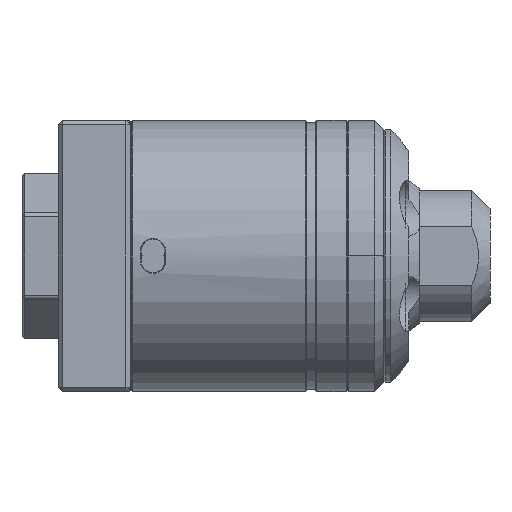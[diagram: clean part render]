
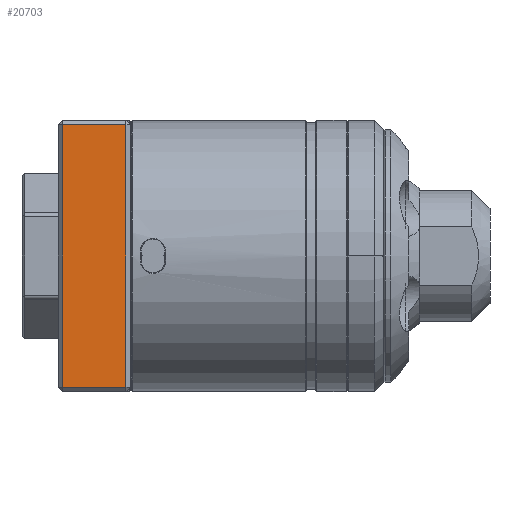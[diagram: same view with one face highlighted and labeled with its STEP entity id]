
A CAD part, left-side view. The second image highlights one B-rep face of the part: STEP entity #20703.
In plain terms, the highlighted planar face has unit normal (-1, 0, 0).
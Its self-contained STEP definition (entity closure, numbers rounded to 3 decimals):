
#2207 = DIRECTION ( 'NONE',  ( 0., -1., 0. ) ) ;
#2426 = EDGE_CURVE ( 'NONE', #27285, #24651, #26553, .T. ) ;
#3817 = VERTEX_POINT ( 'NONE', #12216 ) ;
#3855 = DIRECTION ( 'NONE',  ( 1., 0., 0. ) ) ;
#5708 = ORIENTED_EDGE ( 'NONE', *, *, #2426, .T. ) ;
#6988 = CARTESIAN_POINT ( 'NONE',  ( 0., 7.5, 0. ) ) ;
#7729 = CARTESIAN_POINT ( 'NONE',  ( 0., 8., 0. ) ) ;
#8274 = LINE ( 'NONE', #29333, #38111 ) ;
#10031 = DIRECTION ( 'NONE',  ( 0., 0., -1. ) ) ;
#11227 = EDGE_CURVE ( 'NONE', #24651, #13971, #39077, .T. ) ;
#11322 = AXIS2_PLACEMENT_3D ( 'NONE', #7729, #3855, #28051 ) ;
#12216 = CARTESIAN_POINT ( 'NONE',  ( 0., 0.5, -29.5 ) ) ;
#13971 = VERTEX_POINT ( 'NONE', #26622 ) ;
#13993 = DIRECTION ( 'NONE',  ( 0., 0., 1. ) ) ;
#16914 = DIRECTION ( 'NONE',  ( 0., 1., 0. ) ) ;
#19762 = EDGE_CURVE ( 'NONE', #3817, #27285, #38264, .T. ) ;
#20566 = FACE_OUTER_BOUND ( 'NONE', #21447, .T. ) ;
#20703 = ADVANCED_FACE ( 'NONE', ( #20566 ), #22922, .F. ) ;
#21019 = ORIENTED_EDGE ( 'NONE', *, *, #11227, .T. ) ;
#21447 = EDGE_LOOP ( 'NONE', ( #29814, #5708, #21019, #35526 ) ) ;
#22126 = CARTESIAN_POINT ( 'NONE',  ( 0., 0.5, -0.5 ) ) ;
#22922 = PLANE ( 'NONE',  #11322 ) ;
#24651 = VERTEX_POINT ( 'NONE', #30146 ) ;
#26553 = LINE ( 'NONE', #28918, #33187 ) ;
#26622 = CARTESIAN_POINT ( 'NONE',  ( 0., 7.5, -29.5 ) ) ;
#27285 = VERTEX_POINT ( 'NONE', #22126 ) ;
#28051 = DIRECTION ( 'NONE',  ( 0., 0., -1. ) ) ;
#28918 = CARTESIAN_POINT ( 'NONE',  ( 0., 8., -0.5 ) ) ;
#29333 = CARTESIAN_POINT ( 'NONE',  ( 0., 8., -29.5 ) ) ;
#29814 = ORIENTED_EDGE ( 'NONE', *, *, #19762, .T. ) ;
#30001 = VECTOR ( 'NONE', #10031, 1000. ) ;
#30103 = VECTOR ( 'NONE', #13993, 1000. ) ;
#30146 = CARTESIAN_POINT ( 'NONE',  ( 0., 7.5, -0.5 ) ) ;
#31753 = EDGE_CURVE ( 'NONE', #13971, #3817, #8274, .T. ) ;
#33187 = VECTOR ( 'NONE', #16914, 1000. ) ;
#34385 = CARTESIAN_POINT ( 'NONE',  ( 0., 0.5, 0. ) ) ;
#35526 = ORIENTED_EDGE ( 'NONE', *, *, #31753, .T. ) ;
#38111 = VECTOR ( 'NONE', #2207, 1000. ) ;
#38264 = LINE ( 'NONE', #34385, #30103 ) ;
#39077 = LINE ( 'NONE', #6988, #30001 ) ;
